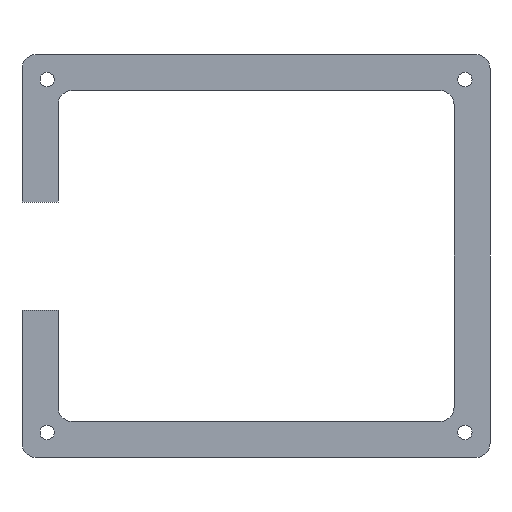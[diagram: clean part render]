
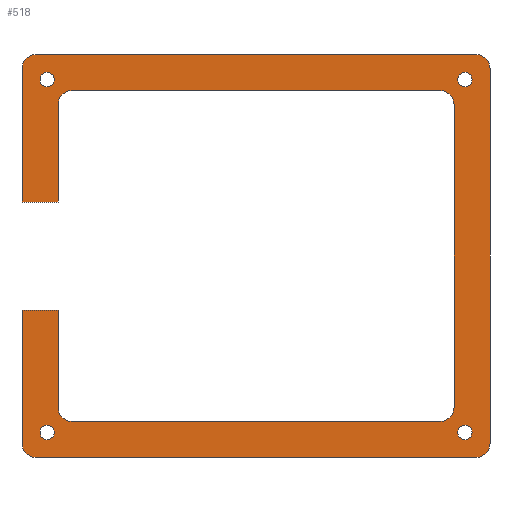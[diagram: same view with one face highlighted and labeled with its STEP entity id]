
A CAD part, front view. The second image highlights one B-rep face of the part: STEP entity #518.
In plain terms, the highlighted planar face has unit normal (0, -1, 0).
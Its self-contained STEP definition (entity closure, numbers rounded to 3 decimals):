
#19=FACE_BOUND('',#93,.T.);
#20=FACE_BOUND('',#94,.T.);
#21=FACE_BOUND('',#95,.T.);
#22=FACE_BOUND('',#96,.T.);
#36=PLANE('',#591);
#62=FACE_OUTER_BOUND('',#92,.T.);
#92=EDGE_LOOP('',(#457,#458,#459,#460,#461,#462,#463,#464,#465,#466,#467,
#468,#469,#470,#471,#472,#473,#474,#475,#476));
#93=EDGE_LOOP('',(#477));
#94=EDGE_LOOP('',(#478));
#95=EDGE_LOOP('',(#479));
#96=EDGE_LOOP('',(#480));
#101=LINE('',#757,#149);
#116=LINE('',#811,#164);
#118=LINE('',#817,#166);
#122=LINE('',#827,#170);
#125=LINE('',#835,#173);
#128=LINE('',#843,#176);
#131=LINE('',#851,#179);
#137=LINE('',#874,#185);
#139=LINE('',#877,#187);
#140=LINE('',#880,#188);
#142=LINE('',#884,#190);
#144=LINE('',#887,#192);
#149=VECTOR('',#606,10.);
#164=VECTOR('',#651,10.);
#166=VECTOR('',#659,10.);
#170=VECTOR('',#669,10.);
#173=VECTOR('',#678,10.);
#176=VECTOR('',#687,10.);
#179=VECTOR('',#696,10.);
#185=VECTOR('',#724,10.);
#187=VECTOR('',#728,10.);
#188=VECTOR('',#731,10.);
#190=VECTOR('',#735,10.);
#192=VECTOR('',#739,10.);
#193=CIRCLE('',#543,2.);
#206=CIRCLE('',#559,2.);
#207=CIRCLE('',#562,2.);
#208=CIRCLE('',#565,2.);
#209=CIRCLE('',#568,2.);
#210=CIRCLE('',#571,2.);
#211=CIRCLE('',#574,2.);
#212=CIRCLE('',#577,2.);
#213=CIRCLE('',#579,1.);
#214=CIRCLE('',#581,1.);
#215=CIRCLE('',#583,1.);
#216=CIRCLE('',#585,1.);
#217=VERTEX_POINT('',#744);
#218=VERTEX_POINT('',#745);
#222=VERTEX_POINT('',#755);
#244=VERTEX_POINT('',#803);
#245=VERTEX_POINT('',#804);
#246=VERTEX_POINT('',#809);
#247=VERTEX_POINT('',#813);
#248=VERTEX_POINT('',#819);
#249=VERTEX_POINT('',#821);
#250=VERTEX_POINT('',#825);
#251=VERTEX_POINT('',#829);
#252=VERTEX_POINT('',#831);
#253=VERTEX_POINT('',#837);
#254=VERTEX_POINT('',#841);
#255=VERTEX_POINT('',#845);
#256=VERTEX_POINT('',#847);
#257=VERTEX_POINT('',#853);
#258=VERTEX_POINT('',#857);
#259=VERTEX_POINT('',#861);
#260=VERTEX_POINT('',#865);
#261=VERTEX_POINT('',#869);
#262=VERTEX_POINT('',#873);
#263=VERTEX_POINT('',#879);
#264=VERTEX_POINT('',#883);
#265=EDGE_CURVE('',#217,#218,#193,.T.);
#271=EDGE_CURVE('',#217,#222,#101,.T.);
#294=EDGE_CURVE('',#244,#245,#206,.T.);
#298=EDGE_CURVE('',#244,#246,#116,.T.);
#299=EDGE_CURVE('',#247,#246,#207,.T.);
#301=EDGE_CURVE('',#247,#218,#118,.T.);
#303=EDGE_CURVE('',#248,#249,#208,.T.);
#306=EDGE_CURVE('',#248,#250,#122,.T.);
#308=EDGE_CURVE('',#251,#252,#209,.T.);
#310=EDGE_CURVE('',#251,#249,#125,.T.);
#312=EDGE_CURVE('',#253,#250,#210,.T.);
#314=EDGE_CURVE('',#253,#254,#128,.T.);
#316=EDGE_CURVE('',#255,#256,#211,.T.);
#318=EDGE_CURVE('',#255,#252,#131,.T.);
#319=EDGE_CURVE('',#257,#222,#212,.T.);
#322=EDGE_CURVE('',#258,#258,#213,.T.);
#324=EDGE_CURVE('',#259,#259,#214,.T.);
#326=EDGE_CURVE('',#260,#260,#215,.T.);
#328=EDGE_CURVE('',#261,#261,#216,.T.);
#329=EDGE_CURVE('',#262,#245,#137,.T.);
#331=EDGE_CURVE('',#254,#262,#139,.T.);
#332=EDGE_CURVE('',#263,#256,#140,.T.);
#334=EDGE_CURVE('',#264,#263,#142,.T.);
#336=EDGE_CURVE('',#257,#264,#144,.T.);
#457=ORIENTED_EDGE('',*,*,#265,.F.);
#458=ORIENTED_EDGE('',*,*,#271,.T.);
#459=ORIENTED_EDGE('',*,*,#319,.F.);
#460=ORIENTED_EDGE('',*,*,#336,.T.);
#461=ORIENTED_EDGE('',*,*,#334,.T.);
#462=ORIENTED_EDGE('',*,*,#332,.T.);
#463=ORIENTED_EDGE('',*,*,#316,.F.);
#464=ORIENTED_EDGE('',*,*,#318,.T.);
#465=ORIENTED_EDGE('',*,*,#308,.F.);
#466=ORIENTED_EDGE('',*,*,#310,.T.);
#467=ORIENTED_EDGE('',*,*,#303,.F.);
#468=ORIENTED_EDGE('',*,*,#306,.T.);
#469=ORIENTED_EDGE('',*,*,#312,.F.);
#470=ORIENTED_EDGE('',*,*,#314,.T.);
#471=ORIENTED_EDGE('',*,*,#331,.T.);
#472=ORIENTED_EDGE('',*,*,#329,.T.);
#473=ORIENTED_EDGE('',*,*,#294,.F.);
#474=ORIENTED_EDGE('',*,*,#298,.T.);
#475=ORIENTED_EDGE('',*,*,#299,.F.);
#476=ORIENTED_EDGE('',*,*,#301,.T.);
#477=ORIENTED_EDGE('',*,*,#322,.T.);
#478=ORIENTED_EDGE('',*,*,#324,.T.);
#479=ORIENTED_EDGE('',*,*,#326,.T.);
#480=ORIENTED_EDGE('',*,*,#328,.T.);
#518=ADVANCED_FACE('',(#62,#19,#20,#21,#22),#36,.T.);
#543=AXIS2_PLACEMENT_3D('',#746,#596,#597);
#559=AXIS2_PLACEMENT_3D('',#805,#644,#645);
#562=AXIS2_PLACEMENT_3D('',#814,#654,#655);
#565=AXIS2_PLACEMENT_3D('',#822,#663,#664);
#568=AXIS2_PLACEMENT_3D('',#832,#673,#674);
#571=AXIS2_PLACEMENT_3D('',#839,#682,#683);
#574=AXIS2_PLACEMENT_3D('',#848,#691,#692);
#577=AXIS2_PLACEMENT_3D('',#854,#699,#700);
#579=AXIS2_PLACEMENT_3D('',#859,#705,#706);
#581=AXIS2_PLACEMENT_3D('',#863,#710,#711);
#583=AXIS2_PLACEMENT_3D('',#867,#715,#716);
#585=AXIS2_PLACEMENT_3D('',#871,#720,#721);
#591=AXIS2_PLACEMENT_3D('',#888,#740,#741);
#596=DIRECTION('center_axis',(0.,1.,0.));
#597=DIRECTION('ref_axis',(0.707,0.,0.707));
#606=DIRECTION('',(-1.,0.,0.));
#644=DIRECTION('center_axis',(0.,1.,0.));
#645=DIRECTION('ref_axis',(-0.707,0.,-0.707));
#651=DIRECTION('',(1.,0.,0.));
#654=DIRECTION('center_axis',(0.,1.,0.));
#655=DIRECTION('ref_axis',(0.707,0.,-0.707));
#659=DIRECTION('',(0.,0.,1.));
#663=DIRECTION('center_axis',(0.,-1.,0.));
#664=DIRECTION('ref_axis',(0.707,0.,-0.707));
#669=DIRECTION('',(-1.,0.,0.));
#673=DIRECTION('center_axis',(0.,-1.,0.));
#674=DIRECTION('ref_axis',(0.707,0.,0.707));
#678=DIRECTION('',(0.,0.,-1.));
#682=DIRECTION('center_axis',(0.,-1.,0.));
#683=DIRECTION('ref_axis',(-0.707,0.,-0.707));
#687=DIRECTION('',(0.,0.,1.));
#691=DIRECTION('center_axis',(0.,-1.,0.));
#692=DIRECTION('ref_axis',(-0.707,0.,0.707));
#696=DIRECTION('',(1.,0.,0.));
#699=DIRECTION('center_axis',(0.,1.,0.));
#700=DIRECTION('ref_axis',(-0.707,0.,0.707));
#705=DIRECTION('center_axis',(0.,1.,0.));
#706=DIRECTION('ref_axis',(-1.,0.,0.));
#710=DIRECTION('center_axis',(0.,1.,0.));
#711=DIRECTION('ref_axis',(-1.,0.,0.));
#715=DIRECTION('center_axis',(0.,1.,0.));
#716=DIRECTION('ref_axis',(-1.,0.,0.));
#720=DIRECTION('center_axis',(0.,1.,0.));
#721=DIRECTION('ref_axis',(-1.,0.,0.));
#724=DIRECTION('',(0.,0.,-1.));
#728=DIRECTION('',(-1.,0.,0.));
#731=DIRECTION('',(0.,0.,1.));
#735=DIRECTION('',(1.,0.,0.));
#739=DIRECTION('',(0.,0.,-1.));
#740=DIRECTION('center_axis',(0.,-1.,0.));
#741=DIRECTION('ref_axis',(0.,0.,-1.));
#744=CARTESIAN_POINT('',(30.5,-1.5,28.));
#745=CARTESIAN_POINT('',(32.5,-1.5,26.));
#746=CARTESIAN_POINT('Origin',(30.5,-1.5,26.));
#755=CARTESIAN_POINT('',(-30.5,-1.5,28.));
#757=CARTESIAN_POINT('',(-32.5,-1.5,28.));
#803=CARTESIAN_POINT('',(-30.5,-1.5,-28.));
#804=CARTESIAN_POINT('',(-32.5,-1.5,-26.));
#805=CARTESIAN_POINT('Origin',(-30.5,-1.5,-26.));
#809=CARTESIAN_POINT('',(30.5,-1.5,-28.));
#811=CARTESIAN_POINT('',(32.5,-1.5,-28.));
#813=CARTESIAN_POINT('',(32.5,-1.5,-26.));
#814=CARTESIAN_POINT('Origin',(30.5,-1.5,-26.));
#817=CARTESIAN_POINT('',(32.5,-1.5,28.));
#819=CARTESIAN_POINT('',(25.5,-1.5,-23.));
#821=CARTESIAN_POINT('',(27.5,-1.5,-21.));
#822=CARTESIAN_POINT('Origin',(25.5,-1.5,-21.));
#825=CARTESIAN_POINT('',(-25.5,-1.5,-23.));
#827=CARTESIAN_POINT('',(-27.5,-1.5,-23.));
#829=CARTESIAN_POINT('',(27.5,-1.5,21.));
#831=CARTESIAN_POINT('',(25.5,-1.5,23.));
#832=CARTESIAN_POINT('Origin',(25.5,-1.5,21.));
#835=CARTESIAN_POINT('',(27.5,-1.5,-23.));
#837=CARTESIAN_POINT('',(-27.5,-1.5,-21.));
#839=CARTESIAN_POINT('Origin',(-25.5,-1.5,-21.));
#841=CARTESIAN_POINT('',(-27.5,-1.5,-7.5));
#843=CARTESIAN_POINT('',(-27.5,-1.5,23.));
#845=CARTESIAN_POINT('',(-25.5,-1.5,23.));
#847=CARTESIAN_POINT('',(-27.5,-1.5,21.));
#848=CARTESIAN_POINT('Origin',(-25.5,-1.5,21.));
#851=CARTESIAN_POINT('',(27.5,-1.5,23.));
#853=CARTESIAN_POINT('',(-32.5,-1.5,26.));
#854=CARTESIAN_POINT('Origin',(-30.5,-1.5,26.));
#857=CARTESIAN_POINT('',(30.,-1.5,24.5));
#859=CARTESIAN_POINT('Origin',(29.,-1.5,24.5));
#861=CARTESIAN_POINT('',(30.,-1.5,-24.5));
#863=CARTESIAN_POINT('Origin',(29.,-1.5,-24.5));
#865=CARTESIAN_POINT('',(-28.,-1.5,-24.5));
#867=CARTESIAN_POINT('Origin',(-29.,-1.5,-24.5));
#869=CARTESIAN_POINT('',(-28.,-1.5,24.5));
#871=CARTESIAN_POINT('Origin',(-29.,-1.5,24.5));
#873=CARTESIAN_POINT('',(-32.5,-1.5,-7.5));
#874=CARTESIAN_POINT('',(-32.5,-1.5,-28.));
#877=CARTESIAN_POINT('',(-32.5,-1.5,-7.5));
#879=CARTESIAN_POINT('',(-27.5,-1.5,7.5));
#880=CARTESIAN_POINT('',(-27.5,-1.5,23.));
#883=CARTESIAN_POINT('',(-32.5,-1.5,7.5));
#884=CARTESIAN_POINT('',(-17.5,-1.5,7.5));
#887=CARTESIAN_POINT('',(-32.5,-1.5,-28.));
#888=CARTESIAN_POINT('Origin',(0.,-1.5,0.));
